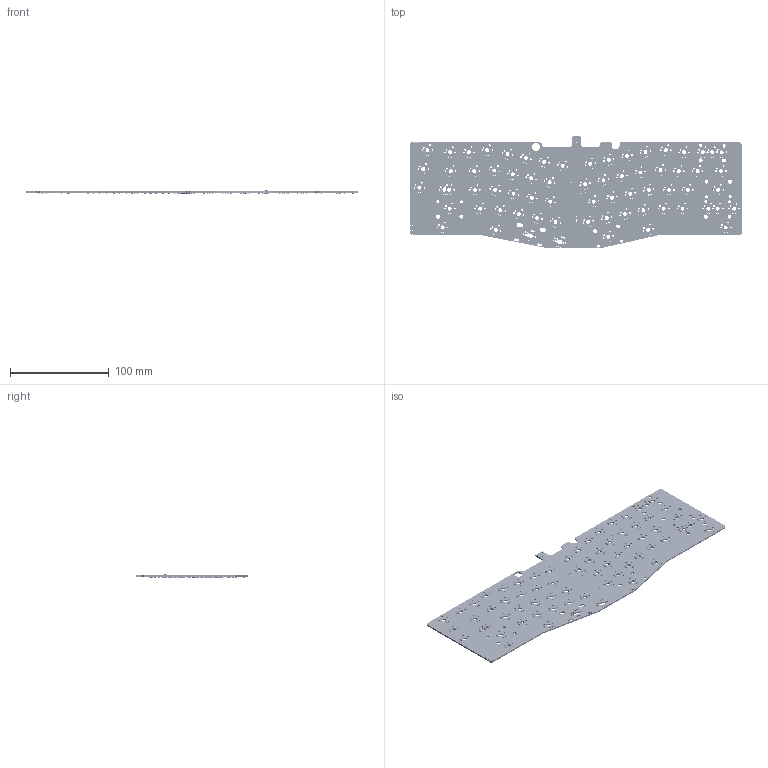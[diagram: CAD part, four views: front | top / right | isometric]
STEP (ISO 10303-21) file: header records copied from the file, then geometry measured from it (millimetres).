
FILE_DESCRIPTION(/* description */ (''),/* implementation_level */ '2;1');
FILE_NAME(/* name */ 'Adelais.step',/* time_stamp */ '2020-04-30T12:29:01+07:00',/* author */ (''),/* organization */ (''),/* preprocessor_version */ 'ST-DEVELOPER v18.1',/* originating_system */ 'Autodesk Translation Framework v9.2.0.1227',/* authorisation */ '');
FILE_SCHEMA (('AUTOMOTIVE_DESIGN { 1 0 10303 214 3 1 1 }'));
Products named in the file (20): (Unsaved); SOIC-8_3.9x4.9mm_P1; SOLID (4); SW_SPST_B3U-1000P; SOLID (10); SOT-89-3; SOLID (3); LQFP-48_7x7mm_P0; SOLID (11); SOT-23; SOLID (7); R_0805_2012Metric; SOLID (2); SOT-143; SOLID (9); D_SOD-323; SOLID (8); C_0805_2012Metric; SOLID (1); COMPOUND (1)
Assembly tree (232 placements, depth 3):
  (Unsaved)
    SOIC-8_3.9x4.9mm_P1
      SOLID (4)
    SW_SPST_B3U-1000P
      SOLID (10)
    C_0805_2012Metric  x8
      SOLID (1)
    R_0805_2012Metric  x74
      SOLID (2)
    SOT-89-3
      SOLID (3)
    LQFP-48_7x7mm_P0
      SOLID (11)
    SOT-23
      SOLID (7)
    D_SOD-323  x134
      SOLID (8)
    SOT-143
      SOLID (9)
    COMPOUND (1)
Bounding box: 336.74 x 114.42 x 5.04 mm (x, y, z)
Volume: 50168.7 mm3; surface area: 71263 mm2
Topology: 223 solids, 223 shells, 13230 faces, 33338 edges, 20679 vertices
Faces by surface type: plane 10433, cylinder 2763, sphere 17, torus 17
Full cylindrical faces by diameter (mm): 0.5 x1, 0.6 x1, 0.7 x12, 0.9 x4, 1.1 x144, 1.5 x1, 1.702 x130, 1.8 x140, 3.048 x9, 3.988 x76, 8 x1
Entity records: 86443 total; most frequent: DIRECTION 15152, CARTESIAN_POINT 14525, ORIENTED_EDGE 14210, EDGE_CURVE 7105, AXIS2_PLACEMENT_3D 5574, VERTEX_POINT 4895, LINE 4004, VECTOR 4004
